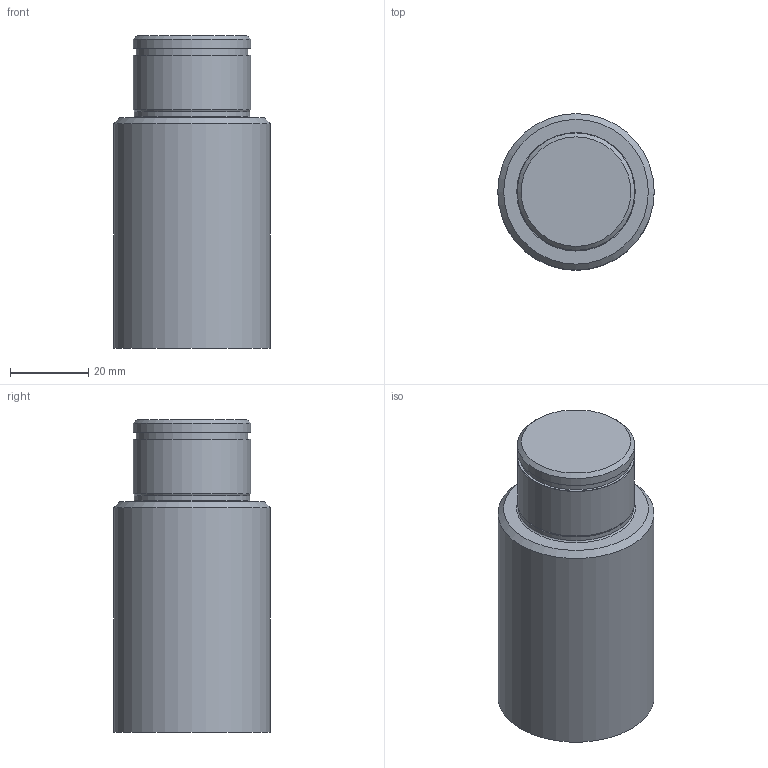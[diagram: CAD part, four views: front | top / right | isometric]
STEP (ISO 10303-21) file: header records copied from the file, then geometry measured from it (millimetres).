
FILE_DESCRIPTION(('HOOPS Exchange Step'),'2;1');
FILE_NAME('export-BDFB3586-4CEB-4E31-9944-BEDCF288A89B.stp','2025-01-11T17:55:48+01:00',('Engineering'),('Alibre'),'HOOPS Exchange 2024.3','Alibre','Unknown authorisation');
FILE_SCHEMA( ('AP242_MANAGED_MODEL_BASED_3D_ENGINEERING_MIM_LF {1 0 10303 442 1 1 4 }') );
Length unit declared in the file: millimetre
Products named in the file (1): 8230 BF-FF 30 Ballscrew End Machining Floating side
Bounding box: 40 x 40 x 80 mm (x, y, z)
Volume: 88651 mm3; surface area: 11862.7 mm2
Topology: 1 solids, 1 shells, 16 faces, 38 edges, 27 vertices
Faces by surface type: cone 5, cylinder 5, plane 5, torus 1
Full cylindrical faces by diameter (mm): 28.6 x1, 29.5 x1, 30 x2, 40 x1
Entity records: 520 total; most frequent: DIRECTION 102, CARTESIAN_POINT 83, ORIENTED_EDGE 76, AXIS2_PLACEMENT_3D 46, EDGE_CURVE 38, CIRCLE 28, VERTEX_POINT 27, EDGE_LOOP 19
